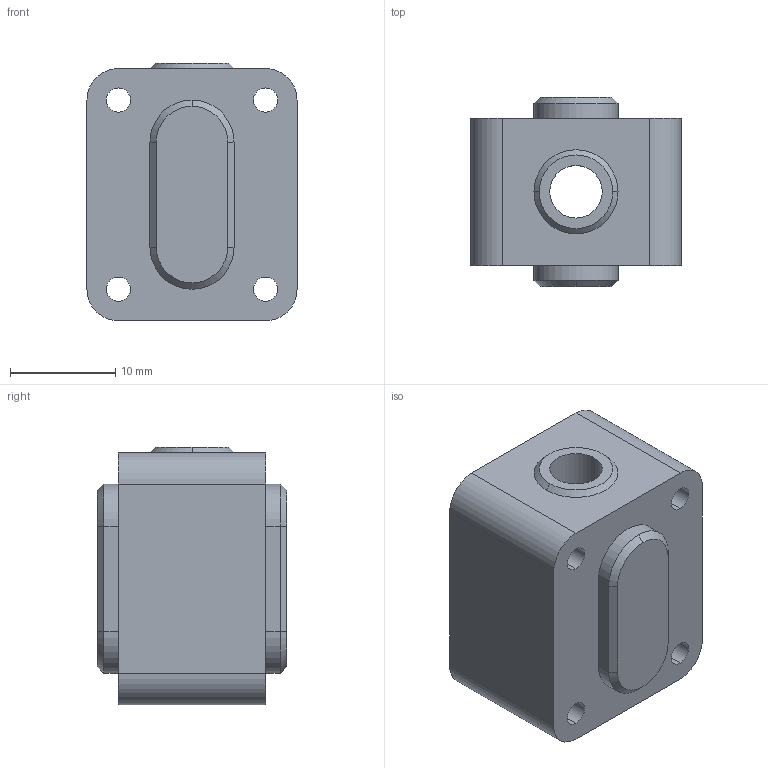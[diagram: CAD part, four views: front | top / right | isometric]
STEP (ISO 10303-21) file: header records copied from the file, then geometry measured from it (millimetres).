
FILE_DESCRIPTION (( 'STEP AP214' ), '1' );
FILE_NAME ('knee shaft mount v2.STEP', '2024-05-09T04:26:15', ( '' ), ( '' ), 'SwSTEP 2.0', 'SolidWorks 2023', '' );
FILE_SCHEMA (( 'AUTOMOTIVE_DESIGN' ));
Length unit declared in the file: millimetre
Products named in the file (1): knee shaft mount v2
Bounding box: 20 x 18 x 24.5 mm (x, y, z)
Volume: 5720.4 mm3; surface area: 3183.1 mm2
Topology: 1 solids, 1 shells, 48 faces, 117 edges, 75 vertices
Faces by surface type: cylinder 22, plane 18, cone 8
Entity records: 1467 total; most frequent: DIRECTION 270, CARTESIAN_POINT 241, ORIENTED_EDGE 234, EDGE_CURVE 117, AXIS2_PLACEMENT_3D 104, VERTEX_POINT 75, LINE 62, EDGE_LOOP 62
